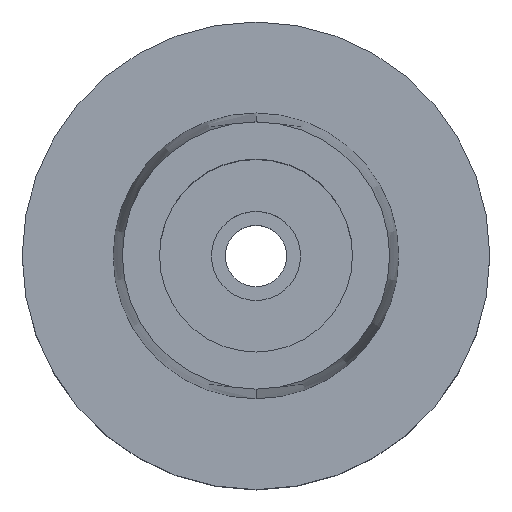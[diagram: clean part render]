
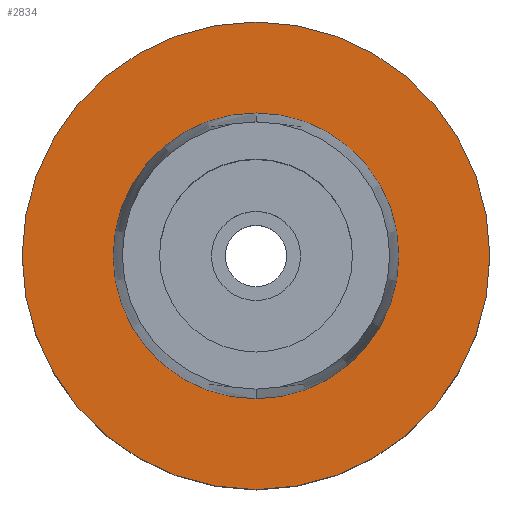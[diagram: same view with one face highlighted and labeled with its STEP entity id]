
A CAD part, top view. The second image highlights one B-rep face of the part: STEP entity #2834.
In plain terms, the highlighted planar face has unit normal (0, 0, 1).
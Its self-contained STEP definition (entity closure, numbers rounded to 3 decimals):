
#13 = DIRECTION ( 'NONE',  ( 0., 0., 1. ) ) ;
#40 = CARTESIAN_POINT ( 'NONE',  ( 0., 0., 0. ) ) ;
#44 = FACE_BOUND ( 'NONE', #1138, .T. ) ;
#149 = DIRECTION ( 'NONE',  ( 0., 0., 1. ) ) ;
#177 = CARTESIAN_POINT ( 'NONE',  ( 0., 0., 0. ) ) ;
#185 = DIRECTION ( 'NONE',  ( 0., -1., 0. ) ) ;
#220 = DIRECTION ( 'NONE',  ( 1., 0., 0. ) ) ;
#255 = DIRECTION ( 'NONE',  ( 0., 0., -1. ) ) ;
#439 = FACE_OUTER_BOUND ( 'NONE', #2415, .T. ) ;
#629 = VERTEX_POINT ( 'NONE', #1598 ) ;
#654 = CARTESIAN_POINT ( 'NONE',  ( 0., 0., 0. ) ) ;
#671 = CARTESIAN_POINT ( 'NONE',  ( 0., -31.5, 0. ) ) ;
#683 = PLANE ( 'NONE',  #1622 ) ;
#687 = CIRCLE ( 'NONE', #1786, 31.5 ) ;
#928 = EDGE_CURVE ( 'NONE', #1115, #2527, #2700, .T. ) ;
#1043 = CARTESIAN_POINT ( 'NONE',  ( 0., 0., 0. ) ) ;
#1115 = VERTEX_POINT ( 'NONE', #2380 ) ;
#1138 = EDGE_LOOP ( 'NONE', ( #1506, #1324 ) ) ;
#1217 = EDGE_CURVE ( 'NONE', #2290, #629, #687, .T. ) ;
#1318 = ORIENTED_EDGE ( 'NONE', *, *, #1217, .F. ) ;
#1324 = ORIENTED_EDGE ( 'NONE', *, *, #1632, .F. ) ;
#1339 = ORIENTED_EDGE ( 'NONE', *, *, #2334, .F. ) ;
#1354 = CIRCLE ( 'NONE', #1810, 31.5 ) ;
#1370 = CARTESIAN_POINT ( 'NONE',  ( 0., 0., 0. ) ) ;
#1506 = ORIENTED_EDGE ( 'NONE', *, *, #928, .F. ) ;
#1597 = DIRECTION ( 'NONE',  ( 0., 0., -1. ) ) ;
#1598 = CARTESIAN_POINT ( 'NONE',  ( 0., 31.5, 0. ) ) ;
#1622 = AXIS2_PLACEMENT_3D ( 'NONE', #1370, #13, #220 ) ;
#1632 = EDGE_CURVE ( 'NONE', #2527, #1115, #1874, .T. ) ;
#1760 = DIRECTION ( 'NONE',  ( 0., 1., 0. ) ) ;
#1786 = AXIS2_PLACEMENT_3D ( 'NONE', #40, #1597, #2297 ) ;
#1810 = AXIS2_PLACEMENT_3D ( 'NONE', #654, #255, #1760 ) ;
#1874 = CIRCLE ( 'NONE', #2265, 19.25 ) ;
#1934 = AXIS2_PLACEMENT_3D ( 'NONE', #177, #149, #2117 ) ;
#2117 = DIRECTION ( 'NONE',  ( 0., 1., 0. ) ) ;
#2265 = AXIS2_PLACEMENT_3D ( 'NONE', #1043, #2654, #185 ) ;
#2290 = VERTEX_POINT ( 'NONE', #671 ) ;
#2297 = DIRECTION ( 'NONE',  ( 0., -1., 0. ) ) ;
#2334 = EDGE_CURVE ( 'NONE', #629, #2290, #1354, .T. ) ;
#2380 = CARTESIAN_POINT ( 'NONE',  ( 0., 19.25, 0. ) ) ;
#2415 = EDGE_LOOP ( 'NONE', ( #1339, #1318 ) ) ;
#2501 = CARTESIAN_POINT ( 'NONE',  ( 0., -19.25, 0. ) ) ;
#2527 = VERTEX_POINT ( 'NONE', #2501 ) ;
#2654 = DIRECTION ( 'NONE',  ( 0., 0., 1. ) ) ;
#2700 = CIRCLE ( 'NONE', #1934, 19.25 ) ;
#2834 = ADVANCED_FACE ( 'NONE', ( #439, #44 ), #683, .T. ) ;
